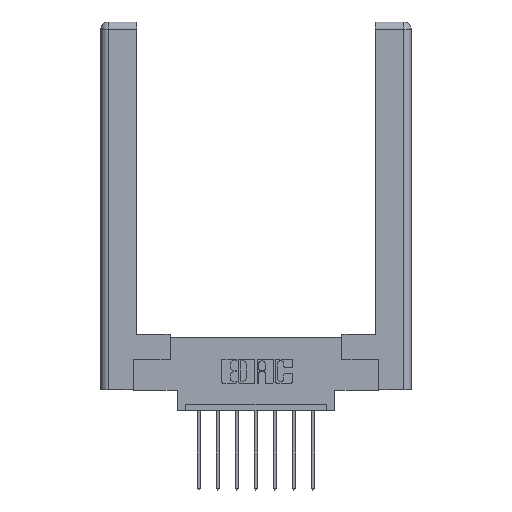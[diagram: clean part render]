
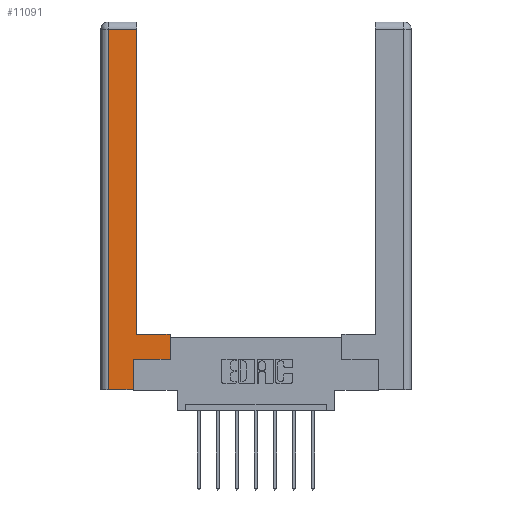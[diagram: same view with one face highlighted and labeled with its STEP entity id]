
A CAD part, top view. The second image highlights one B-rep face of the part: STEP entity #11091.
In plain terms, the highlighted planar face has unit normal (0, 0, 1).
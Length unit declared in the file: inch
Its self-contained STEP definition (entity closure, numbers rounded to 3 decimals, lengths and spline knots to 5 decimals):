
#124 = VECTOR ( 'NONE', #4484, 39.37008 ) ;
#433 = VECTOR ( 'NONE', #6054, 39.37008 ) ;
#525 = CARTESIAN_POINT ( 'NONE',  ( 0.295, 3., 0. ) ) ;
#787 = LINE ( 'NONE', #525, #5616 ) ;
#1005 = VERTEX_POINT ( 'NONE', #2318 ) ;
#1413 = CARTESIAN_POINT ( 'NONE',  ( 0.0615, 0., 0. ) ) ;
#1438 = VERTEX_POINT ( 'NONE', #9941 ) ;
#1497 = VERTEX_POINT ( 'NONE', #2114 ) ;
#1581 = DIRECTION ( 'NONE',  ( 0., -1., 0. ) ) ;
#1631 = CARTESIAN_POINT ( 'NONE',  ( 0.265, 0.245, 0. ) ) ;
#1669 = ORIENTED_EDGE ( 'NONE', *, *, #8596, .T. ) ;
#1704 = EDGE_LOOP ( 'NONE', ( #12198, #11922, #10462, #4894, #8704, #1766, #8028, #1669 ) ) ;
#1766 = ORIENTED_EDGE ( 'NONE', *, *, #6854, .T. ) ;
#2114 = CARTESIAN_POINT ( 'NONE',  ( 0.265, 0.245, 0. ) ) ;
#2318 = CARTESIAN_POINT ( 'NONE',  ( 0.295, 2.94, 0. ) ) ;
#2329 = EDGE_CURVE ( 'NONE', #8419, #1005, #787, .T. ) ;
#2507 = VERTEX_POINT ( 'NONE', #11630 ) ;
#2668 = VECTOR ( 'NONE', #1581, 39.37008 ) ;
#2695 = CARTESIAN_POINT ( 'NONE',  ( 0.565, 0.45, 0. ) ) ;
#3008 = LINE ( 'NONE', #9939, #433 ) ;
#3396 = LINE ( 'NONE', #10888, #4290 ) ;
#3570 = CARTESIAN_POINT ( 'NONE',  ( 0.295, 0.45, 0. ) ) ;
#4290 = VECTOR ( 'NONE', #7053, 39.37008 ) ;
#4464 = LINE ( 'NONE', #1413, #2668 ) ;
#4484 = DIRECTION ( 'NONE',  ( 0., 1., 0. ) ) ;
#4749 = VECTOR ( 'NONE', #9435, 39.37008 ) ;
#4791 = CARTESIAN_POINT ( 'NONE',  ( 0., 0., 0. ) ) ;
#4894 = ORIENTED_EDGE ( 'NONE', *, *, #7070, .T. ) ;
#5127 = VERTEX_POINT ( 'NONE', #12303 ) ;
#5414 = VECTOR ( 'NONE', #12365, 39.37008 ) ;
#5616 = VECTOR ( 'NONE', #7254, 39.37008 ) ;
#6054 = DIRECTION ( 'NONE',  ( -1., 0., 0. ) ) ;
#6078 = EDGE_CURVE ( 'NONE', #7688, #6409, #4464, .T. ) ;
#6409 = VERTEX_POINT ( 'NONE', #9613 ) ;
#6636 = EDGE_CURVE ( 'NONE', #5127, #2507, #11756, .T. ) ;
#6705 = DIRECTION ( 'NONE',  ( 1., 0., 0. ) ) ;
#6713 = DIRECTION ( 'NONE',  ( 0., 0., -1. ) ) ;
#6854 = EDGE_CURVE ( 'NONE', #1497, #5127, #3396, .T. ) ;
#7053 = DIRECTION ( 'NONE',  ( 1., 0., 0. ) ) ;
#7070 = EDGE_CURVE ( 'NONE', #6409, #1438, #8530, .T. ) ;
#7153 = VECTOR ( 'NONE', #6705, 39.37008 ) ;
#7254 = DIRECTION ( 'NONE',  ( 0., 1., 0. ) ) ;
#7688 = VERTEX_POINT ( 'NONE', #9761 ) ;
#7709 = DIRECTION ( 'NONE',  ( -1., 0., 0. ) ) ;
#8028 = ORIENTED_EDGE ( 'NONE', *, *, #6636, .T. ) ;
#8419 = VERTEX_POINT ( 'NONE', #10271 ) ;
#8530 = LINE ( 'NONE', #10618, #7153 ) ;
#8596 = EDGE_CURVE ( 'NONE', #2507, #8419, #9676, .T. ) ;
#8704 = ORIENTED_EDGE ( 'NONE', *, *, #9700, .T. ) ;
#9046 = LINE ( 'NONE', #1631, #124 ) ;
#9268 = EDGE_CURVE ( 'NONE', #1005, #7688, #3008, .T. ) ;
#9430 = FACE_OUTER_BOUND ( 'NONE', #1704, .T. ) ;
#9435 = DIRECTION ( 'NONE',  ( 0., 1., 0. ) ) ;
#9575 = AXIS2_PLACEMENT_3D ( 'NONE', #4791, #6713, #7709 ) ;
#9613 = CARTESIAN_POINT ( 'NONE',  ( 0.0615, 0., 0. ) ) ;
#9676 = LINE ( 'NONE', #3570, #5414 ) ;
#9700 = EDGE_CURVE ( 'NONE', #1438, #1497, #9046, .T. ) ;
#9761 = CARTESIAN_POINT ( 'NONE',  ( 0.0615, 2.94, 0. ) ) ;
#9939 = CARTESIAN_POINT ( 'NONE',  ( 0.0615, 2.94, 0. ) ) ;
#9941 = CARTESIAN_POINT ( 'NONE',  ( 0.265, 0., 0. ) ) ;
#10271 = CARTESIAN_POINT ( 'NONE',  ( 0.295, 0.45, 0. ) ) ;
#10462 = ORIENTED_EDGE ( 'NONE', *, *, #6078, .T. ) ;
#10618 = CARTESIAN_POINT ( 'NONE',  ( 0.265, 0., 0. ) ) ;
#10626 = PLANE ( 'NONE',  #9575 ) ;
#10888 = CARTESIAN_POINT ( 'NONE',  ( 0.565, 0.245, 0. ) ) ;
#11091 = ADVANCED_FACE ( 'NONE', ( #9430 ), #10626, .F. ) ;
#11630 = CARTESIAN_POINT ( 'NONE',  ( 0.565, 0.45, 0. ) ) ;
#11756 = LINE ( 'NONE', #2695, #4749 ) ;
#11922 = ORIENTED_EDGE ( 'NONE', *, *, #9268, .T. ) ;
#12198 = ORIENTED_EDGE ( 'NONE', *, *, #2329, .T. ) ;
#12303 = CARTESIAN_POINT ( 'NONE',  ( 0.565, 0.245, 0. ) ) ;
#12365 = DIRECTION ( 'NONE',  ( -1., 0., 0. ) ) ;
